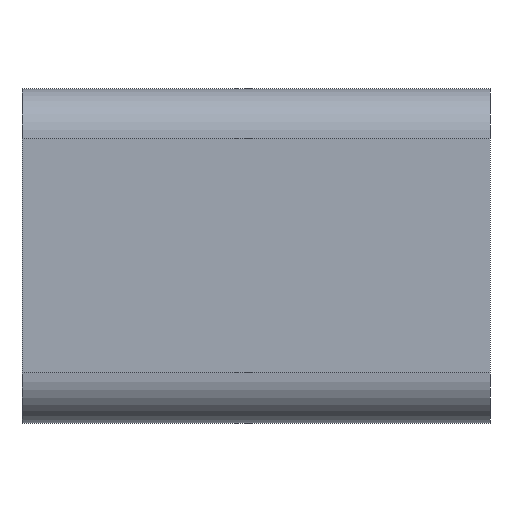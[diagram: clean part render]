
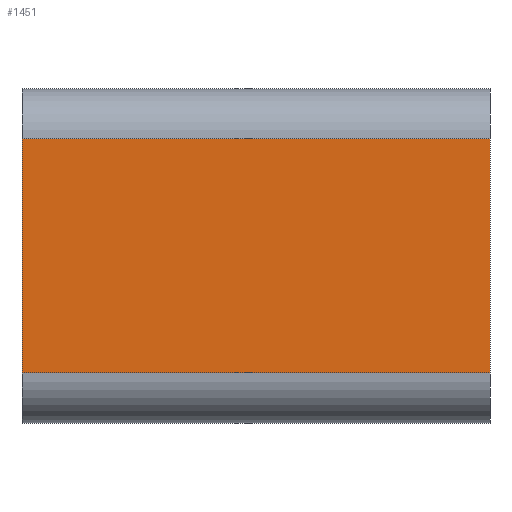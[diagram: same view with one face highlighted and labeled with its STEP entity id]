
A CAD part, front view. The second image highlights one B-rep face of the part: STEP entity #1451.
In plain terms, the highlighted planar face has unit normal (0, -1, 0).
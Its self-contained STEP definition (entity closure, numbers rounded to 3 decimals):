
#83=PLANE('',#1584);
#163=FACE_OUTER_BOUND('',#254,.T.);
#254=EDGE_LOOP('',(#1328,#1329,#1330,#1331));
#393=LINE('',#2305,#556);
#417=LINE('',#2393,#580);
#418=LINE('',#2396,#581);
#419=LINE('',#2398,#582);
#556=VECTOR('',#1867,10.);
#580=VECTOR('',#1969,10.);
#581=VECTOR('',#1974,10.);
#582=VECTOR('',#1977,10.);
#726=VERTEX_POINT('',#2302);
#727=VERTEX_POINT('',#2304);
#751=VERTEX_POINT('',#2390);
#752=VERTEX_POINT('',#2392);
#904=EDGE_CURVE('',#727,#726,#393,.T.);
#946=EDGE_CURVE('',#751,#752,#417,.T.);
#948=EDGE_CURVE('',#752,#726,#418,.T.);
#949=EDGE_CURVE('',#727,#751,#419,.T.);
#1328=ORIENTED_EDGE('',*,*,#948,.F.);
#1329=ORIENTED_EDGE('',*,*,#946,.F.);
#1330=ORIENTED_EDGE('',*,*,#949,.F.);
#1331=ORIENTED_EDGE('',*,*,#904,.T.);
#1451=ADVANCED_FACE('',(#163),#83,.T.);
#1584=AXIS2_PLACEMENT_3D('',#2397,#1975,#1976);
#1867=DIRECTION('',(0.,0.,-1.));
#1969=DIRECTION('',(0.,0.,-1.));
#1974=DIRECTION('',(-1.,0.,0.));
#1975=DIRECTION('center_axis',(0.,-1.,0.));
#1976=DIRECTION('ref_axis',(0.,0.,-1.));
#1977=DIRECTION('',(1.,0.,0.));
#2302=CARTESIAN_POINT('',(0.,-107.,-7.));
#2304=CARTESIAN_POINT('',(0.,-107.,7.));
#2305=CARTESIAN_POINT('',(0.,-107.,10.));
#2390=CARTESIAN_POINT('',(28.,-107.,7.));
#2392=CARTESIAN_POINT('',(28.,-107.,-7.));
#2393=CARTESIAN_POINT('',(28.,-107.,10.));
#2396=CARTESIAN_POINT('',(0.,-107.,-7.));
#2397=CARTESIAN_POINT('Origin',(0.,-107.,10.));
#2398=CARTESIAN_POINT('',(0.,-107.,7.));
